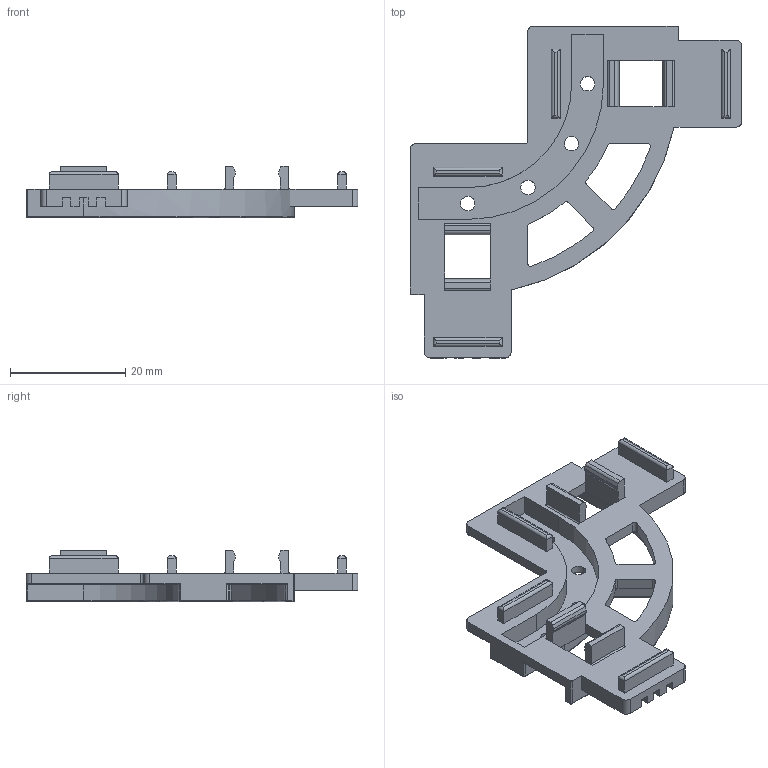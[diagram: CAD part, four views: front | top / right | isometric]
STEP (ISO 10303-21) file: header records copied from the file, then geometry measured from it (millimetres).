
FILE_DESCRIPTION (( 'STEP AP203' ), '1' );
FILE_NAME ('10-10203c.step', '2014-04-13T23:23:31', ( 'Nicholas Morozovsky' ), ( '' ), 'SwSTEP 2.0', 'SolidWorks 2012', '' );
FILE_SCHEMA (( 'CONFIG_CONTROL_DESIGN' ));
Length unit declared in the file: millimetre
Products named in the file (1): 10-10203c
Bounding box: 57.5 x 57.5 x 9 mm (x, y, z)
Volume: 4361.9 mm3; surface area: 5793.1 mm2
Topology: 1 solids, 1 shells, 241 faces, 625 edges, 383 vertices
Faces by surface type: plane 118, cylinder 93, torus 22, sphere 8
Entity records: 7325 total; most frequent: CARTESIAN_POINT 1308, DIRECTION 1264, ORIENTED_EDGE 1234, EDGE_CURVE 617, AXIS2_PLACEMENT_3D 427, VECTOR 410, LINE 410, VERTEX_POINT 383
